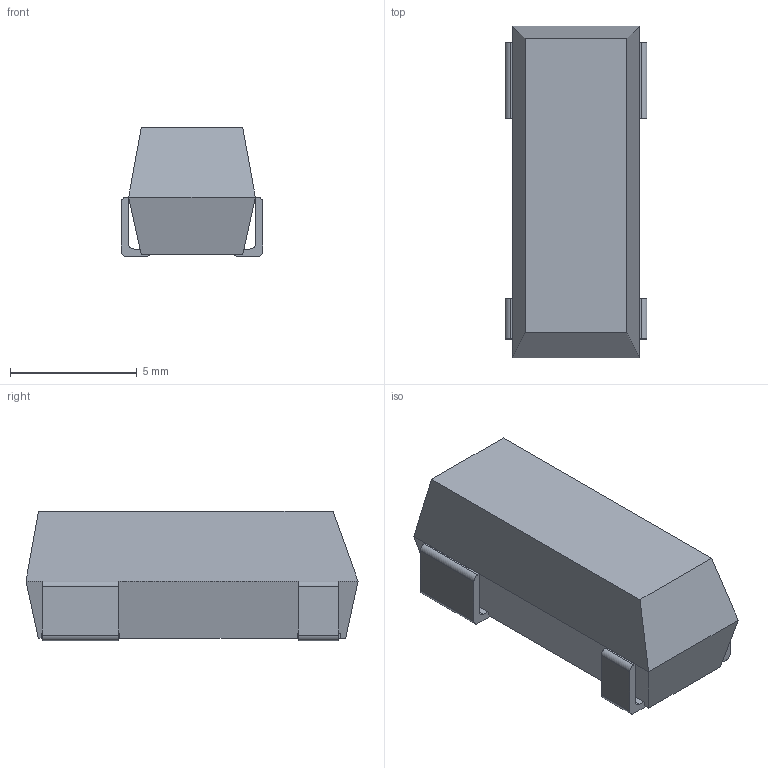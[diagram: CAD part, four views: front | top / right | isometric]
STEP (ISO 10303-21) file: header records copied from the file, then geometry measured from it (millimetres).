
FILE_DESCRIPTION(('FreeCAD Model'),'2;1');
FILE_NAME('86SMX.stp', '2014-10-20T15:58:26',('FreeCAD'),('FreeCAD'), 'Open CASCADE STEP processor 6.6','FreeCAD','Unknown');
FILE_SCHEMA(('AUTOMOTIVE_DESIGN_CC2 { 1 2 10303 214 -1 1 5 4 }'));
Length unit declared in the file: millimetre
Products named in the file (2): Pocket; Fusion001
Bounding box: 5.6 x 13.1 x 5.1 mm (x, y, z)
Volume: 288.7 mm3; surface area: 340.2 mm2
Topology: 5 solids, 5 shells, 76 faces, 191 edges, 126 vertices
Faces by surface type: plane 59, cylinder 17
Full cylindrical faces by diameter (mm): 1.4 x1
Entity records: 4807 total; most frequent: CARTESIAN_POINT 932, DIRECTION 695, LINE 457, VECTOR 457, ORIENTED_EDGE 382, PCURVE 382, DEFINITIONAL_REPRESENTATION 382, EDGE_CURVE 191
